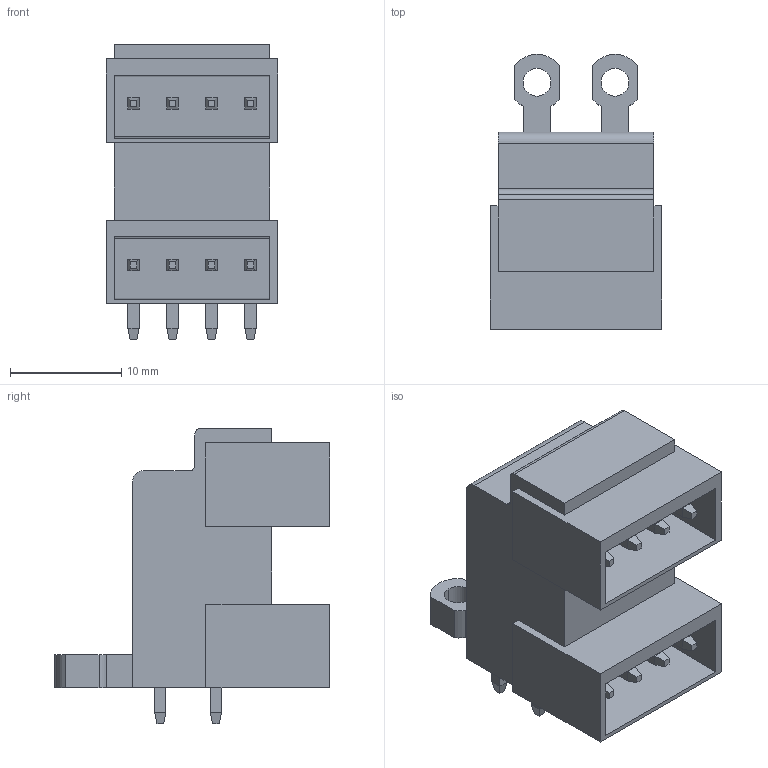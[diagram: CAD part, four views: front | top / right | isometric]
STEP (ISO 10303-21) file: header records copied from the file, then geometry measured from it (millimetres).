
FILE_DESCRIPTION(('CATIA V5 STEP Exchange','CAx-IF Rec.Pracs.--- Model Styling and Organization---1.2---2011-12-15'),'2;1');
FILE_NAME ('D1453943_0_1633600000_1633600000.stp','2018-11-10T08:55:21+00:00',('none'),('Weidmueller'),'CATIA Version 5-6 Release 2014','CATIA V5 STEP AP214','none');
FILE_SCHEMA(('AUTOMOTIVE_DESIGN { 1 0 10303 214 1 1 1 1 }'));
Length unit declared in the file: millimetre
Products named in the file (1): 1633600000
Bounding box: 15.4 x 24.7 x 26.5 mm (x, y, z)
Volume: 4044.6 mm3; surface area: 4199.8 mm2
Topology: 9 solids, 9 shells, 233 faces, 575 edges, 362 vertices
Faces by surface type: plane 218, cylinder 15
Entity records: 6079 total; most frequent: ORIENTED_EDGE 1150, CARTESIAN_POINT 1120, DIRECTION 747, EDGE_CURVE 575, VECTOR 481, LINE 481, VERTEX_POINT 362, EDGE_LOOP 255
